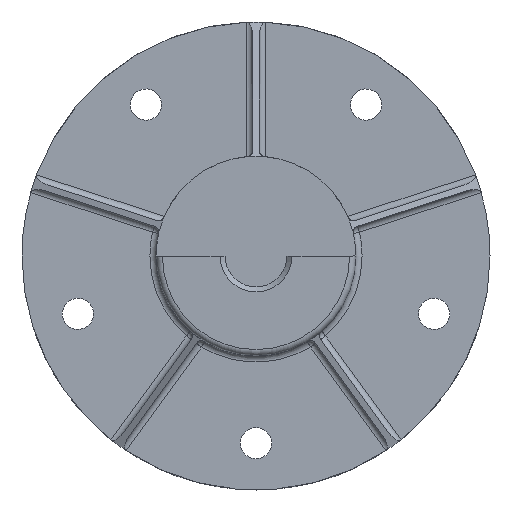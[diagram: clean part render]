
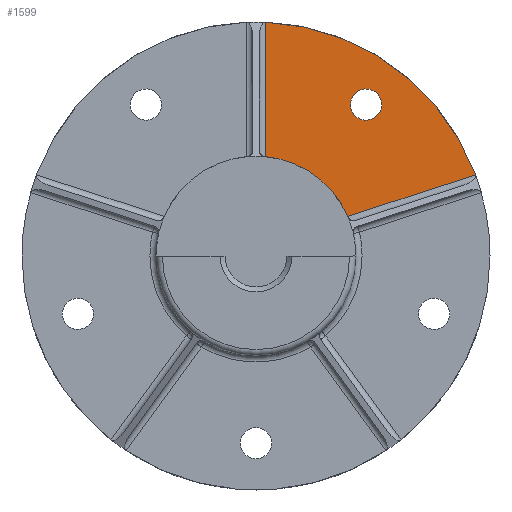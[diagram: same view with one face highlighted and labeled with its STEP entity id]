
A CAD part, left-side view. The second image highlights one B-rep face of the part: STEP entity #1599.
In plain terms, the highlighted planar face has unit normal (-1, 0, 0).
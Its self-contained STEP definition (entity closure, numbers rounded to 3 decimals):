
#1043=CARTESIAN_POINT('Axis2P3D Location',(0.,0.,0.)) ;
#1047=CARTESIAN_POINT('Vertex',(0.,-14.686,6.349)) ;
#1049=CARTESIAN_POINT('Vertex',(0.,-1.5,15.93)) ;
#1494=CARTESIAN_POINT('Line Origine',(0.,-18.503,7.589)) ;
#1498=CARTESIAN_POINT('Vertex',(0.,-35.173,13.005)) ;
#1558=CARTESIAN_POINT('Axis2P3D Location',(0.,0.,0.)) ;
#1563=CARTESIAN_POINT('Axis2P3D Location',(0.,0.,0.)) ;
#1567=CARTESIAN_POINT('Vertex',(0.,-1.5,37.47)) ;
#1570=CARTESIAN_POINT('Line Origine',(0.,-1.5,26.7)) ;
#1581=CARTESIAN_POINT('Axis2P3D Location',(0.,-17.634,24.271)) ;
#1585=CARTESIAN_POINT('Vertex',(0.,-15.611,25.74)) ;
#1587=CARTESIAN_POINT('Vertex',(0.,-19.656,22.801)) ;
#1590=CARTESIAN_POINT('Axis2P3D Location',(0.,-17.634,24.271)) ;
#1044=DIRECTION('Axis2P3D Direction',(-1.,0.,0.)) ;
#1495=DIRECTION('Vector Direction',(0.,-0.951,0.309)) ;
#1559=DIRECTION('Axis2P3D Direction',(1.,0.,0.)) ;
#1560=DIRECTION('Axis2P3D XDirection',(0.,1.,0.)) ;
#1564=DIRECTION('Axis2P3D Direction',(1.,0.,0.)) ;
#1571=DIRECTION('Vector Direction',(0.,0.,1.)) ;
#1582=DIRECTION('Axis2P3D Direction',(1.,0.,0.)) ;
#1591=DIRECTION('Axis2P3D Direction',(1.,0.,0.)) ;
#1045=AXIS2_PLACEMENT_3D('Circle Axis2P3D',#1043,#1044,$) ;
#1561=AXIS2_PLACEMENT_3D('Plane Axis2P3D',#1558,#1559,#1560) ;
#1565=AXIS2_PLACEMENT_3D('Circle Axis2P3D',#1563,#1564,$) ;
#1583=AXIS2_PLACEMENT_3D('Circle Axis2P3D',#1581,#1582,$) ;
#1592=AXIS2_PLACEMENT_3D('Circle Axis2P3D',#1590,#1591,$) ;
#1576=ORIENTED_EDGE('',*,*,#1500,.T.) ;
#1577=ORIENTED_EDGE('',*,*,#1569,.F.) ;
#1578=ORIENTED_EDGE('',*,*,#1574,.F.) ;
#1579=ORIENTED_EDGE('',*,*,#1051,.F.) ;
#1596=ORIENTED_EDGE('',*,*,#1589,.T.) ;
#1597=ORIENTED_EDGE('',*,*,#1594,.T.) ;
#1598=FACE_BOUND('',#1595,.T.) ;
#1496=VECTOR('Line Direction',#1495,1.) ;
#1572=VECTOR('Line Direction',#1571,1.) ;
#1599=ADVANCED_FACE('Corps principal',(#1580,#1598),#1562,.F.) ;
#1046=CIRCLE('generated circle',#1045,16.) ;
#1566=CIRCLE('generated circle',#1565,37.5) ;
#1584=CIRCLE('generated circle',#1583,2.5) ;
#1593=CIRCLE('generated circle',#1592,2.5) ;
#1051=EDGE_CURVE('',#1048,#1050,#1046,.T.) ;
#1500=EDGE_CURVE('',#1048,#1499,#1497,.T.) ;
#1569=EDGE_CURVE('',#1568,#1499,#1566,.T.) ;
#1574=EDGE_CURVE('',#1050,#1568,#1573,.T.) ;
#1589=EDGE_CURVE('',#1586,#1588,#1584,.T.) ;
#1594=EDGE_CURVE('',#1588,#1586,#1593,.T.) ;
#1575=EDGE_LOOP('',(#1576,#1577,#1578,#1579)) ;
#1595=EDGE_LOOP('',(#1596,#1597)) ;
#1580=FACE_OUTER_BOUND('',#1575,.T.) ;
#1497=LINE('Line',#1494,#1496) ;
#1573=LINE('Line',#1570,#1572) ;
#1562=PLANE('Plane',#1561) ;
#1048=VERTEX_POINT('',#1047) ;
#1050=VERTEX_POINT('',#1049) ;
#1499=VERTEX_POINT('',#1498) ;
#1568=VERTEX_POINT('',#1567) ;
#1586=VERTEX_POINT('',#1585) ;
#1588=VERTEX_POINT('',#1587) ;
